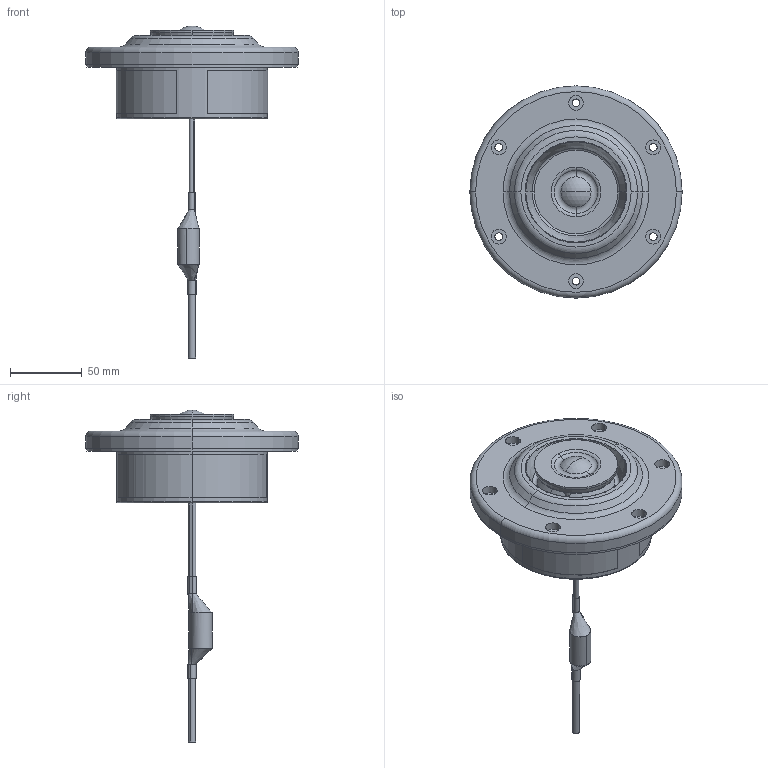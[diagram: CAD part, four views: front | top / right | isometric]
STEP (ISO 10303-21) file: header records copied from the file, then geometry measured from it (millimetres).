
FILE_DESCRIPTION (( 'STEP AP203' ), '1' );
FILE_NAME ('YA11.STEP', '2020-03-10T14:40:51', ( '' ), ( '' ), 'SwSTEP 2.0', 'SolidWorks 2018', '' );
FILE_SCHEMA (( 'CONFIG_CONTROL_DESIGN' ));
Length unit declared in the file: millimetre
Products named in the file (1): YA11
Bounding box: 147.5 x 147.5 x 230.7 mm (x, y, z)
Volume: 337957.1 mm3; surface area: 144262.9 mm2
Topology: 20 solids, 20 shells, 477 faces, 1162 edges, 756 vertices
Faces by surface type: cylinder 234, plane 111, cone 50, torus 48, bspline 30, sphere 4
Entity records: 28174 total; most frequent: CARTESIAN_POINT 17325, ORIENTED_EDGE 2320, DIRECTION 2186, EDGE_CURVE 1160, AXIS2_PLACEMENT_3D 914, VERTEX_POINT 756, EDGE_LOOP 556, FACE_OUTER_BOUND 477
